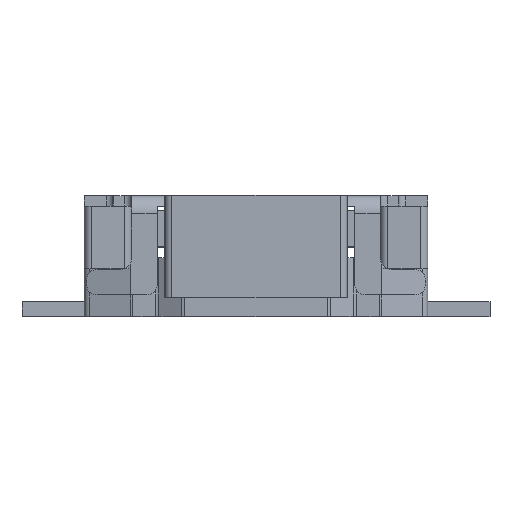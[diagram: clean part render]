
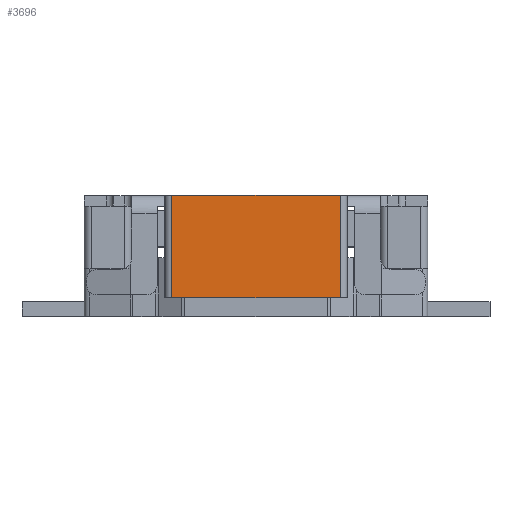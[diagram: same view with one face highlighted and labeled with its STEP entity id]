
A CAD part, top view. The second image highlights one B-rep face of the part: STEP entity #3696.
In plain terms, the highlighted face is planar.
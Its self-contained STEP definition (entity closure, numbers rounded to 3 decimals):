
#344 = LINE ( 'NONE', #7403, #3242 ) ;
#493 = EDGE_CURVE ( 'NONE', #1619, #4094, #5036, .T. ) ;
#1017 = LINE ( 'NONE', #8412, #1250 ) ;
#1250 = VECTOR ( 'NONE', #2729, 1000. ) ;
#1619 = VERTEX_POINT ( 'NONE', #2357 ) ;
#2357 = CARTESIAN_POINT ( 'NONE',  ( -1.15, -2.75, 0.25 ) ) ;
#2450 = DIRECTION ( 'NONE',  ( 0., 0., -1. ) ) ;
#2729 = DIRECTION ( 'NONE',  ( -1., 0., 0. ) ) ;
#2983 = AXIS2_PLACEMENT_3D ( 'NONE', #7765, #4140, #7031 ) ;
#3236 = VECTOR ( 'NONE', #2450, 1000. ) ;
#3242 = VECTOR ( 'NONE', #5353, 1000. ) ;
#3696 = ADVANCED_FACE ( 'NONE', ( #4360 ), #7061, .T. ) ;
#3839 = ORIENTED_EDGE ( 'NONE', *, *, #8280, .F. ) ;
#3888 = LINE ( 'NONE', #6656, #3236 ) ;
#4094 = VERTEX_POINT ( 'NONE', #4643 ) ;
#4140 = DIRECTION ( 'NONE',  ( 0., -1., 0. ) ) ;
#4206 = EDGE_CURVE ( 'NONE', #4732, #7789, #1017, .T. ) ;
#4360 = FACE_OUTER_BOUND ( 'NONE', #8117, .T. ) ;
#4643 = CARTESIAN_POINT ( 'NONE',  ( 1.15, -2.75, 0.25 ) ) ;
#4697 = VECTOR ( 'NONE', #6419, 1000. ) ;
#4732 = VERTEX_POINT ( 'NONE', #8435 ) ;
#5036 = LINE ( 'NONE', #9274, #4697 ) ;
#5097 = EDGE_CURVE ( 'NONE', #4732, #4094, #3888, .T. ) ;
#5282 = CARTESIAN_POINT ( 'NONE',  ( -1.15, -2.75, 1.65 ) ) ;
#5353 = DIRECTION ( 'NONE',  ( 0., 0., 1. ) ) ;
#5555 = ORIENTED_EDGE ( 'NONE', *, *, #493, .T. ) ;
#6419 = DIRECTION ( 'NONE',  ( 1., 0., 0. ) ) ;
#6656 = CARTESIAN_POINT ( 'NONE',  ( 1.15, -2.75, 1.45 ) ) ;
#7031 = DIRECTION ( 'NONE',  ( 0., 0., -1. ) ) ;
#7061 = PLANE ( 'NONE',  #2983 ) ;
#7336 = ORIENTED_EDGE ( 'NONE', *, *, #4206, .T. ) ;
#7403 = CARTESIAN_POINT ( 'NONE',  ( -1.15, -2.75, 1.45 ) ) ;
#7765 = CARTESIAN_POINT ( 'NONE',  ( -1.25, -2.75, 1.45 ) ) ;
#7789 = VERTEX_POINT ( 'NONE', #5282 ) ;
#8117 = EDGE_LOOP ( 'NONE', ( #3839, #5555, #9269, #7336 ) ) ;
#8280 = EDGE_CURVE ( 'NONE', #1619, #7789, #344, .T. ) ;
#8412 = CARTESIAN_POINT ( 'NONE',  ( -1.25, -2.75, 1.65 ) ) ;
#8435 = CARTESIAN_POINT ( 'NONE',  ( 1.15, -2.75, 1.65 ) ) ;
#9269 = ORIENTED_EDGE ( 'NONE', *, *, #5097, .F. ) ;
#9274 = CARTESIAN_POINT ( 'NONE',  ( -1.25, -2.75, 0.25 ) ) ;
